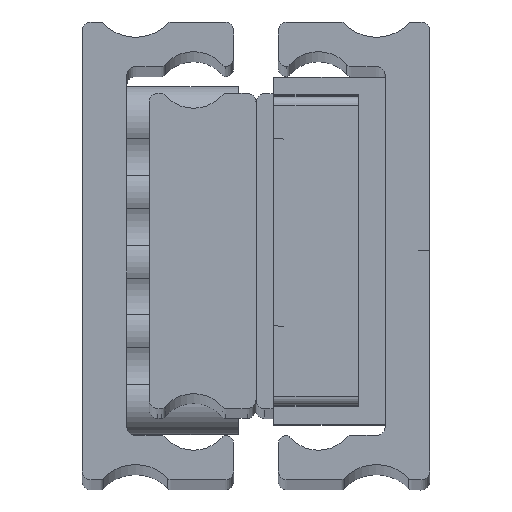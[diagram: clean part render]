
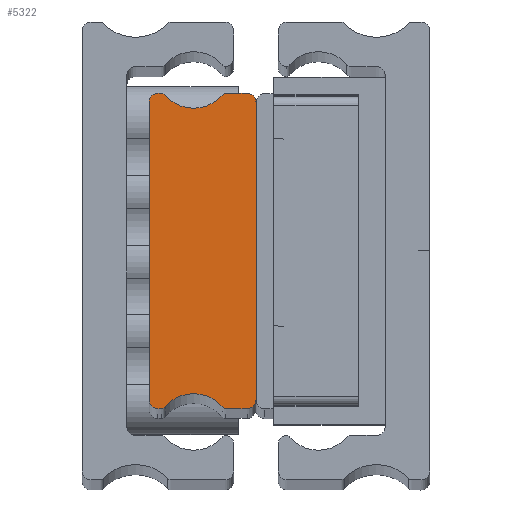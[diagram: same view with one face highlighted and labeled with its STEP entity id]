
A CAD part, top view. The second image highlights one B-rep face of the part: STEP entity #5322.
In plain terms, the highlighted planar face has unit normal (0, 0, 1).
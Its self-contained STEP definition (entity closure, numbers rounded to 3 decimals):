
#35 = ORIENTED_EDGE ( 'NONE', *, *, #1759, .T. ) ;
#95 = DIRECTION ( 'NONE',  ( 0., 0., 1. ) ) ;
#182 = DIRECTION ( 'NONE',  ( 1., 0., 0. ) ) ;
#410 = CARTESIAN_POINT ( 'NONE',  ( -1., 17.688, 0. ) ) ;
#580 = VERTEX_POINT ( 'NONE', #6101 ) ;
#591 = CARTESIAN_POINT ( 'NONE',  ( -11., -17.687, 0. ) ) ;
#754 = AXIS2_PLACEMENT_3D ( 'NONE', #7281, #5666, #2021 ) ;
#869 = CARTESIAN_POINT ( 'NONE',  ( -10.603, 17.187, 0. ) ) ;
#983 = CIRCLE ( 'NONE', #7228, 0.5 ) ;
#997 = VERTEX_POINT ( 'NONE', #7172 ) ;
#1037 = EDGE_LOOP ( 'NONE', ( #5162, #2433, #5807, #4734, #6804, #1128, #6109, #3189, #35, #6318, #4813, #5641, #4134, #4089, #7044, #6823 ) ) ;
#1073 = EDGE_CURVE ( 'NONE', #580, #6752, #3381, .T. ) ;
#1075 = VERTEX_POINT ( 'NONE', #3912 ) ;
#1128 = ORIENTED_EDGE ( 'NONE', *, *, #4561, .T. ) ;
#1133 = FACE_OUTER_BOUND ( 'NONE', #1037, .T. ) ;
#1367 = CARTESIAN_POINT ( 'NONE',  ( -3.397, -17.187, 0. ) ) ;
#1496 = EDGE_CURVE ( 'NONE', #6548, #1706, #3036, .T. ) ;
#1629 = VERTEX_POINT ( 'NONE', #410 ) ;
#1664 = LINE ( 'NONE', #7460, #7474 ) ;
#1700 = CARTESIAN_POINT ( 'NONE',  ( -11., 16.687, 0. ) ) ;
#1706 = VERTEX_POINT ( 'NONE', #6878 ) ;
#1759 = EDGE_CURVE ( 'NONE', #2027, #3226, #6106, .T. ) ;
#1818 = EDGE_CURVE ( 'NONE', #5751, #3095, #2439, .T. ) ;
#1829 = VECTOR ( 'NONE', #3184, 1000. ) ;
#1837 = EDGE_CURVE ( 'NONE', #2460, #1075, #983, .T. ) ;
#1884 = DIRECTION ( 'NONE',  ( 0., 0., 1. ) ) ;
#1912 = DIRECTION ( 'NONE',  ( 0., 0., -1. ) ) ;
#1932 = VERTEX_POINT ( 'NONE', #3148 ) ;
#1984 = EDGE_CURVE ( 'NONE', #3143, #997, #5269, .T. ) ;
#2021 = DIRECTION ( 'NONE',  ( 1., 0., 0. ) ) ;
#2027 = VERTEX_POINT ( 'NONE', #5541 ) ;
#2110 = AXIS2_PLACEMENT_3D ( 'NONE', #4382, #6602, #182 ) ;
#2184 = CIRCLE ( 'NONE', #7461, 0.5 ) ;
#2193 = CIRCLE ( 'NONE', #4401, 4.22 ) ;
#2268 = VECTOR ( 'NONE', #6888, 1000. ) ;
#2283 = CARTESIAN_POINT ( 'NONE',  ( -1., -17.688, 0. ) ) ;
#2298 = CARTESIAN_POINT ( 'NONE',  ( -11., -17.687, 0. ) ) ;
#2317 = CIRCLE ( 'NONE', #6238, 1. ) ;
#2427 = LINE ( 'NONE', #5268, #6468 ) ;
#2433 = ORIENTED_EDGE ( 'NONE', *, *, #1984, .T. ) ;
#2439 = LINE ( 'NONE', #6499, #1829 ) ;
#2459 = CARTESIAN_POINT ( 'NONE',  ( -11., -16.688, 0. ) ) ;
#2460 = VERTEX_POINT ( 'NONE', #3267 ) ;
#2499 = EDGE_CURVE ( 'NONE', #6752, #5751, #6260, .T. ) ;
#2519 = DIRECTION ( 'NONE',  ( 1., 0., 0. ) ) ;
#2623 = CARTESIAN_POINT ( 'NONE',  ( -10.603, -17.687, 0. ) ) ;
#2685 = CIRCLE ( 'NONE', #2805, 1. ) ;
#2775 = EDGE_CURVE ( 'NONE', #3095, #1629, #3598, .T. ) ;
#2805 = AXIS2_PLACEMENT_3D ( 'NONE', #2459, #95, #7137 ) ;
#2845 = DIRECTION ( 'NONE',  ( 1., 0., 0. ) ) ;
#2897 = DIRECTION ( 'NONE',  ( 0., 0., 1. ) ) ;
#2931 = CARTESIAN_POINT ( 'NONE',  ( 0., -16.687, 0. ) ) ;
#2932 = CARTESIAN_POINT ( 'NONE',  ( 0., 16.687, 0. ) ) ;
#2941 = DIRECTION ( 'NONE',  ( 1., 0., 0. ) ) ;
#2987 = PLANE ( 'NONE',  #5867 ) ;
#2996 = DIRECTION ( 'NONE',  ( 1., 0., 0. ) ) ;
#3022 = DIRECTION ( 'NONE',  ( 1., 0., 0. ) ) ;
#3036 = LINE ( 'NONE', #3610, #7087 ) ;
#3095 = VERTEX_POINT ( 'NONE', #2932 ) ;
#3143 = VERTEX_POINT ( 'NONE', #7440 ) ;
#3148 = CARTESIAN_POINT ( 'NONE',  ( -11., 17.687, 0. ) ) ;
#3184 = DIRECTION ( 'NONE',  ( 0., 1., 0. ) ) ;
#3189 = ORIENTED_EDGE ( 'NONE', *, *, #4090, .T. ) ;
#3226 = VERTEX_POINT ( 'NONE', #6465 ) ;
#3267 = CARTESIAN_POINT ( 'NONE',  ( -3.397, 17.687, 0. ) ) ;
#3381 = LINE ( 'NONE', #5057, #2268 ) ;
#3484 = CARTESIAN_POINT ( 'NONE',  ( -10.603, -17.187, 0. ) ) ;
#3522 = LINE ( 'NONE', #591, #7090 ) ;
#3598 = CIRCLE ( 'NONE', #2110, 1. ) ;
#3610 = CARTESIAN_POINT ( 'NONE',  ( -12., 16.687, 0. ) ) ;
#3736 = DIRECTION ( 'NONE',  ( 1., 0., 0. ) ) ;
#3792 = AXIS2_PLACEMENT_3D ( 'NONE', #4699, #7544, #2996 ) ;
#3912 = CARTESIAN_POINT ( 'NONE',  ( -3.808, 17.473, 0. ) ) ;
#4089 = ORIENTED_EDGE ( 'NONE', *, *, #2775, .T. ) ;
#4090 = EDGE_CURVE ( 'NONE', #5027, #2027, #5338, .T. ) ;
#4120 = DIRECTION ( 'NONE',  ( 1., 0., 0. ) ) ;
#4121 = DIRECTION ( 'NONE',  ( 0., 0., 1. ) ) ;
#4122 = DIRECTION ( 'NONE',  ( -1., 0., 0. ) ) ;
#4134 = ORIENTED_EDGE ( 'NONE', *, *, #1818, .T. ) ;
#4282 = DIRECTION ( 'NONE',  ( 0., 0., 1. ) ) ;
#4382 = CARTESIAN_POINT ( 'NONE',  ( -1., 16.687, 0. ) ) ;
#4401 = AXIS2_PLACEMENT_3D ( 'NONE', #5521, #1912, #3736 ) ;
#4422 = VERTEX_POINT ( 'NONE', #2298 ) ;
#4561 = EDGE_CURVE ( 'NONE', #1706, #4422, #2685, .T. ) ;
#4654 = AXIS2_PLACEMENT_3D ( 'NONE', #869, #6328, #2845 ) ;
#4699 = CARTESIAN_POINT ( 'NONE',  ( -7., -20.232, 0. ) ) ;
#4734 = ORIENTED_EDGE ( 'NONE', *, *, #6220, .T. ) ;
#4813 = ORIENTED_EDGE ( 'NONE', *, *, #1073, .T. ) ;
#5027 = VERTEX_POINT ( 'NONE', #2623 ) ;
#5057 = CARTESIAN_POINT ( 'NONE',  ( -3.397, -17.688, 0. ) ) ;
#5110 = DIRECTION ( 'NONE',  ( -1., 0., 0. ) ) ;
#5158 = EDGE_CURVE ( 'NONE', #997, #1932, #1664, .T. ) ;
#5162 = ORIENTED_EDGE ( 'NONE', *, *, #5929, .T. ) ;
#5268 = CARTESIAN_POINT ( 'NONE',  ( -1., 17.687, 0. ) ) ;
#5269 = CIRCLE ( 'NONE', #4654, 0.5 ) ;
#5311 = DIRECTION ( 'NONE',  ( 1., 0., 0. ) ) ;
#5322 = ADVANCED_FACE ( 'NONE', ( #1133 ), #2987, .T. ) ;
#5338 = CIRCLE ( 'NONE', #5575, 0.5 ) ;
#5360 = DIRECTION ( 'NONE',  ( 0., -1., 0. ) ) ;
#5387 = EDGE_CURVE ( 'NONE', #1629, #2460, #2427, .T. ) ;
#5416 = EDGE_CURVE ( 'NONE', #4422, #5027, #3522, .T. ) ;
#5431 = CARTESIAN_POINT ( 'NONE',  ( -3.397, 17.187, 0. ) ) ;
#5503 = EDGE_CURVE ( 'NONE', #3226, #580, #2184, .T. ) ;
#5521 = CARTESIAN_POINT ( 'NONE',  ( -7., 20.232, 0. ) ) ;
#5541 = CARTESIAN_POINT ( 'NONE',  ( -10.192, -17.473, 0. ) ) ;
#5575 = AXIS2_PLACEMENT_3D ( 'NONE', #3484, #2897, #4120 ) ;
#5641 = ORIENTED_EDGE ( 'NONE', *, *, #2499, .T. ) ;
#5666 = DIRECTION ( 'NONE',  ( 0., 0., 1. ) ) ;
#5751 = VERTEX_POINT ( 'NONE', #2931 ) ;
#5807 = ORIENTED_EDGE ( 'NONE', *, *, #5158, .T. ) ;
#5852 = DIRECTION ( 'NONE',  ( 0., 0., 1. ) ) ;
#5867 = AXIS2_PLACEMENT_3D ( 'NONE', #7534, #5852, #3022 ) ;
#5929 = EDGE_CURVE ( 'NONE', #1075, #3143, #2193, .T. ) ;
#6070 = DIRECTION ( 'NONE',  ( 1., 0., 0. ) ) ;
#6101 = CARTESIAN_POINT ( 'NONE',  ( -3.397, -17.688, 0. ) ) ;
#6106 = CIRCLE ( 'NONE', #3792, 4.22 ) ;
#6109 = ORIENTED_EDGE ( 'NONE', *, *, #5416, .T. ) ;
#6220 = EDGE_CURVE ( 'NONE', #1932, #6548, #2317, .T. ) ;
#6238 = AXIS2_PLACEMENT_3D ( 'NONE', #1700, #4121, #5311 ) ;
#6260 = CIRCLE ( 'NONE', #754, 1. ) ;
#6318 = ORIENTED_EDGE ( 'NONE', *, *, #5503, .T. ) ;
#6328 = DIRECTION ( 'NONE',  ( 0., 0., 1. ) ) ;
#6465 = CARTESIAN_POINT ( 'NONE',  ( -3.808, -17.473, 0. ) ) ;
#6468 = VECTOR ( 'NONE', #4122, 1000. ) ;
#6499 = CARTESIAN_POINT ( 'NONE',  ( 0., -16.687, 0. ) ) ;
#6548 = VERTEX_POINT ( 'NONE', #6716 ) ;
#6602 = DIRECTION ( 'NONE',  ( 0., 0., 1. ) ) ;
#6716 = CARTESIAN_POINT ( 'NONE',  ( -12., 16.687, 0. ) ) ;
#6752 = VERTEX_POINT ( 'NONE', #2283 ) ;
#6804 = ORIENTED_EDGE ( 'NONE', *, *, #1496, .T. ) ;
#6823 = ORIENTED_EDGE ( 'NONE', *, *, #1837, .T. ) ;
#6878 = CARTESIAN_POINT ( 'NONE',  ( -12., -16.688, 0. ) ) ;
#6888 = DIRECTION ( 'NONE',  ( 1., 0., 0. ) ) ;
#7044 = ORIENTED_EDGE ( 'NONE', *, *, #5387, .T. ) ;
#7087 = VECTOR ( 'NONE', #5360, 1000. ) ;
#7090 = VECTOR ( 'NONE', #2941, 1000. ) ;
#7137 = DIRECTION ( 'NONE',  ( 1., 0., 0. ) ) ;
#7172 = CARTESIAN_POINT ( 'NONE',  ( -10.603, 17.687, 0. ) ) ;
#7228 = AXIS2_PLACEMENT_3D ( 'NONE', #5431, #4282, #2519 ) ;
#7281 = CARTESIAN_POINT ( 'NONE',  ( -1., -16.687, 0. ) ) ;
#7440 = CARTESIAN_POINT ( 'NONE',  ( -10.192, 17.473, 0. ) ) ;
#7460 = CARTESIAN_POINT ( 'NONE',  ( -10.603, 17.688, 0. ) ) ;
#7461 = AXIS2_PLACEMENT_3D ( 'NONE', #1367, #1884, #6070 ) ;
#7474 = VECTOR ( 'NONE', #5110, 1000. ) ;
#7534 = CARTESIAN_POINT ( 'NONE',  ( -7., 20.232, 0. ) ) ;
#7544 = DIRECTION ( 'NONE',  ( 0., 0., -1. ) ) ;
